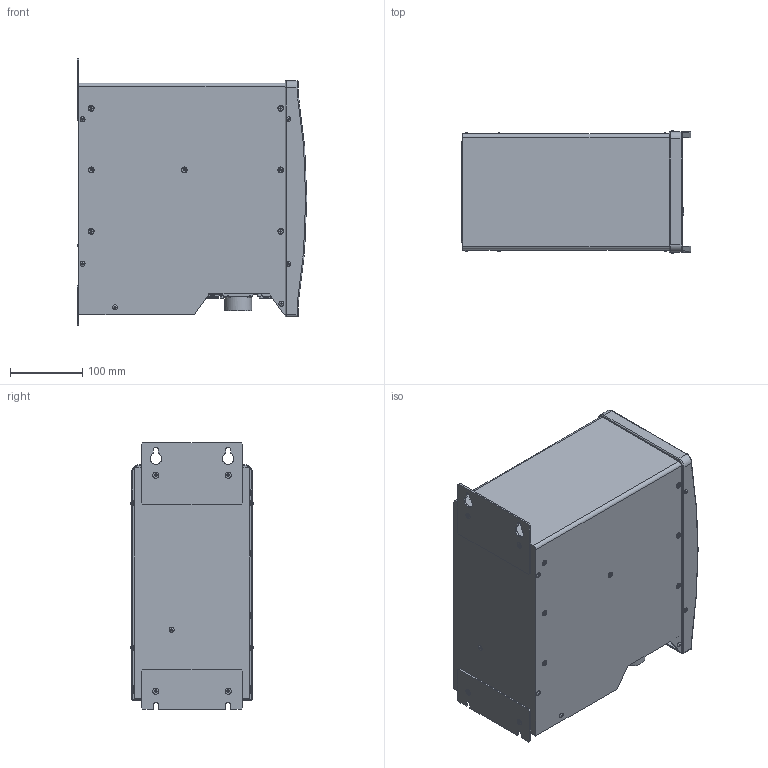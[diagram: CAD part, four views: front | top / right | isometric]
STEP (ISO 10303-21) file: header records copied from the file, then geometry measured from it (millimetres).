
FILE_DESCRIPTION(/* description */ (''),/* implementation_level */ '2;1');
FILE_NAME(/* name */ 'MFC-B060(OUTLINE)_20200605.stp',/* time_stamp */ '2020-06-05T16:46:33+09:00',/* author */ ('Akihiro_KATO'),/* organization */ (''),/* preprocessor_version */ 'ST-DEVELOPER v17.2',/* originating_system */ 'Autodesk Inventor 2019',/* authorisation */ '');
FILE_SCHEMA (('AUTOMOTIVE_DESIGN { 1 0 10303 214 3 1 1 }'));
Products named in the file (1): MFC-B060(外形図)_20200605
Bounding box: 317.3 x 168.93 x 368.8 mm (x, y, z)
Volume: 14235210 mm3; surface area: 487045.2 mm2
Topology: 125 solids, 126 shells, 2981 faces, 7874 edges, 5261 vertices
Faces by surface type: plane 1867, bspline 646, cylinder 266, cone 117, torus 52, sphere 33
Full cylindrical faces by diameter (mm): 1.02 x9, 2.385 x4, 2.625 x2, 2.693 x6, 2.845 x4, 3 x16, 3.2 x6, 4 x5, 5 x3, 5.5 x4, 6 x6, 6.3 x2, 6.9 x9, 8 x7, 15 x1, 17 x1, 37.4 x1
Entity records: 103332 total; most frequent: CARTESIAN_POINT 33294, ORIENTED_EDGE 15718, DIRECTION 12025, EDGE_CURVE 7859, VERTEX_POINT 5261, LINE 4969, VECTOR 4969, AXIS2_PLACEMENT_3D 3528
